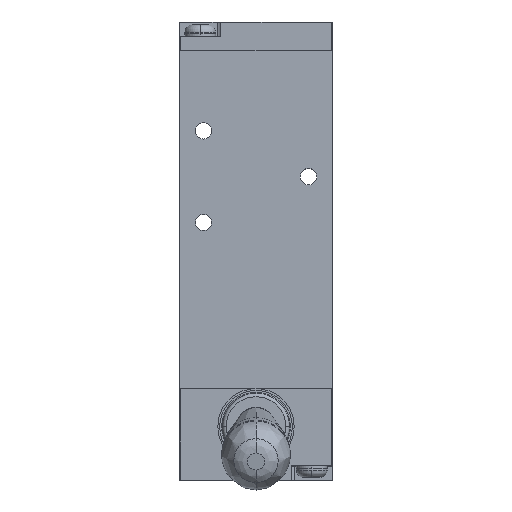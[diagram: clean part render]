
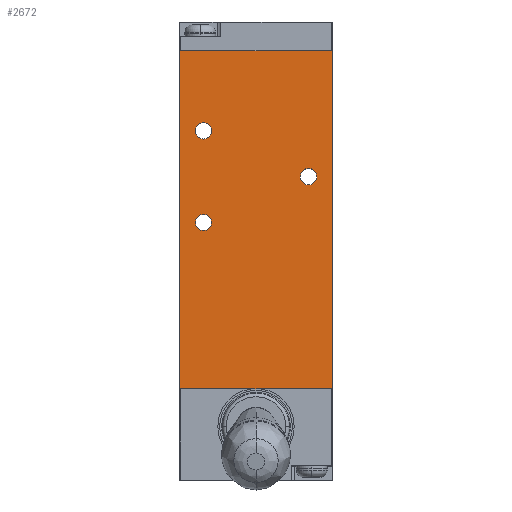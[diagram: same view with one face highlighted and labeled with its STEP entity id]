
A CAD part, top view. The second image highlights one B-rep face of the part: STEP entity #2672.
In plain terms, the highlighted planar face has unit normal (0, 0, 1).
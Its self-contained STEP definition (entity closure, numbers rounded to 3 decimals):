
#137 = DIRECTION ( 'NONE',  ( 0., 0., 1. ) ) ;
#140 = DIRECTION ( 'NONE',  ( 1., 0., 0. ) ) ;
#243 = DIRECTION ( 'NONE',  ( 1., 0., 0. ) ) ;
#515 = CARTESIAN_POINT ( 'NONE',  ( -13.75, 43.5, 13.5 ) ) ;
#790 = ORIENTED_EDGE ( 'NONE', *, *, #3356, .F. ) ;
#922 = DIRECTION ( 'NONE',  ( 0., 0., 1. ) ) ;
#925 = VECTOR ( 'NONE', #4949, 1000. ) ;
#1011 = ORIENTED_EDGE ( 'NONE', *, *, #6075, .F. ) ;
#1131 = CARTESIAN_POINT ( 'NONE',  ( 15.9, 55.5, 13.5 ) ) ;
#1301 = VERTEX_POINT ( 'NONE', #2177 ) ;
#1519 = FACE_BOUND ( 'NONE', #5615, .T. ) ;
#1572 = EDGE_CURVE ( 'NONE', #2206, #7592, #8893, .T. ) ;
#1573 = ORIENTED_EDGE ( 'NONE', *, *, #7102, .T. ) ;
#1902 = CIRCLE ( 'NONE', #7608, 2.15 ) ;
#1905 = VERTEX_POINT ( 'NONE', #1131 ) ;
#1944 = DIRECTION ( 'NONE',  ( 0., 0., 1. ) ) ;
#1957 = LINE ( 'NONE', #7300, #3610 ) ;
#2177 = CARTESIAN_POINT ( 'NONE',  ( -15.9, 43.5, 13.5 ) ) ;
#2206 = VERTEX_POINT ( 'NONE', #2966 ) ;
#2285 = EDGE_CURVE ( 'NONE', #6990, #1905, #2720, .T. ) ;
#2435 = EDGE_CURVE ( 'NONE', #7387, #6803, #9110, .T. ) ;
#2521 = CARTESIAN_POINT ( 'NONE',  ( -13.75, 67.5, 13.5 ) ) ;
#2645 = VERTEX_POINT ( 'NONE', #4891 ) ;
#2672 = ADVANCED_FACE ( 'NONE', ( #8038, #1519, #6850, #4026 ), #9516, .T. ) ;
#2720 = CIRCLE ( 'NONE', #6725, 2.15 ) ;
#2877 = CARTESIAN_POINT ( 'NONE',  ( -13.75, 43.5, 13.5 ) ) ;
#2966 = CARTESIAN_POINT ( 'NONE',  ( -20., 88.5, 13.5 ) ) ;
#3064 = AXIS2_PLACEMENT_3D ( 'NONE', #4821, #137, #9223 ) ;
#3070 = CARTESIAN_POINT ( 'NONE',  ( 20., 0., 13.5 ) ) ;
#3085 = DIRECTION ( 'NONE',  ( 0., -1., 0. ) ) ;
#3118 = CARTESIAN_POINT ( 'NONE',  ( -20., 88.5, 13.5 ) ) ;
#3124 = EDGE_CURVE ( 'NONE', #6803, #7387, #6306, .T. ) ;
#3278 = DIRECTION ( 'NONE',  ( 0., 0., 1. ) ) ;
#3356 = EDGE_CURVE ( 'NONE', #1301, #2645, #6358, .T. ) ;
#3586 = CARTESIAN_POINT ( 'NONE',  ( 20., 0., 13.5 ) ) ;
#3610 = VECTOR ( 'NONE', #9594, 1000. ) ;
#3814 = CARTESIAN_POINT ( 'NONE',  ( -15.9, 67.5, 13.5 ) ) ;
#3956 = ORIENTED_EDGE ( 'NONE', *, *, #1572, .T. ) ;
#3977 = DIRECTION ( 'NONE',  ( 1., 0., 0. ) ) ;
#4026 = FACE_OUTER_BOUND ( 'NONE', #8680, .T. ) ;
#4074 = DIRECTION ( 'NONE',  ( 0., 0., 1. ) ) ;
#4714 = VERTEX_POINT ( 'NONE', #6145 ) ;
#4821 = CARTESIAN_POINT ( 'NONE',  ( 13.75, 55.5, 13.5 ) ) ;
#4891 = CARTESIAN_POINT ( 'NONE',  ( -11.6, 43.5, 13.5 ) ) ;
#4949 = DIRECTION ( 'NONE',  ( -1., 0., 0. ) ) ;
#4951 = AXIS2_PLACEMENT_3D ( 'NONE', #2877, #9652, #8230 ) ;
#5012 = ORIENTED_EDGE ( 'NONE', *, *, #2435, .F. ) ;
#5056 = EDGE_LOOP ( 'NONE', ( #1011, #790 ) ) ;
#5093 = DIRECTION ( 'NONE',  ( 1., 0., 0. ) ) ;
#5364 = ORIENTED_EDGE ( 'NONE', *, *, #2285, .F. ) ;
#5557 = AXIS2_PLACEMENT_3D ( 'NONE', #8086, #1944, #5834 ) ;
#5615 = EDGE_LOOP ( 'NONE', ( #5012, #5749 ) ) ;
#5653 = CIRCLE ( 'NONE', #3064, 2.15 ) ;
#5749 = ORIENTED_EDGE ( 'NONE', *, *, #3124, .F. ) ;
#5834 = DIRECTION ( 'NONE',  ( 1., 0., 0. ) ) ;
#6075 = EDGE_CURVE ( 'NONE', #2645, #1301, #1902, .T. ) ;
#6099 = ORIENTED_EDGE ( 'NONE', *, *, #9302, .T. ) ;
#6145 = CARTESIAN_POINT ( 'NONE',  ( 20., 88.5, 13.5 ) ) ;
#6306 = CIRCLE ( 'NONE', #6810, 2.15 ) ;
#6358 = CIRCLE ( 'NONE', #4951, 2.15 ) ;
#6470 = CARTESIAN_POINT ( 'NONE',  ( -20., 0., 13.5 ) ) ;
#6725 = AXIS2_PLACEMENT_3D ( 'NONE', #6970, #922, #140 ) ;
#6803 = VERTEX_POINT ( 'NONE', #3814 ) ;
#6810 = AXIS2_PLACEMENT_3D ( 'NONE', #9395, #4074, #243 ) ;
#6839 = LINE ( 'NONE', #9345, #925 ) ;
#6845 = EDGE_CURVE ( 'NONE', #1905, #6990, #5653, .T. ) ;
#6850 = FACE_BOUND ( 'NONE', #8253, .T. ) ;
#6970 = CARTESIAN_POINT ( 'NONE',  ( 13.75, 55.5, 13.5 ) ) ;
#6990 = VERTEX_POINT ( 'NONE', #7818 ) ;
#7102 = EDGE_CURVE ( 'NONE', #7592, #9149, #1957, .T. ) ;
#7125 = VECTOR ( 'NONE', #3085, 1000. ) ;
#7213 = DIRECTION ( 'NONE',  ( 0., 0., 1. ) ) ;
#7300 = CARTESIAN_POINT ( 'NONE',  ( -20., 0., 13.5 ) ) ;
#7387 = VERTEX_POINT ( 'NONE', #8346 ) ;
#7592 = VERTEX_POINT ( 'NONE', #6470 ) ;
#7608 = AXIS2_PLACEMENT_3D ( 'NONE', #515, #7213, #5093 ) ;
#7694 = VECTOR ( 'NONE', #9689, 1000. ) ;
#7818 = CARTESIAN_POINT ( 'NONE',  ( 11.6, 55.5, 13.5 ) ) ;
#8038 = FACE_BOUND ( 'NONE', #5056, .T. ) ;
#8086 = CARTESIAN_POINT ( 'NONE',  ( 0., 0., 13.5 ) ) ;
#8123 = AXIS2_PLACEMENT_3D ( 'NONE', #2521, #3278, #3977 ) ;
#8230 = DIRECTION ( 'NONE',  ( 1., 0., 0. ) ) ;
#8253 = EDGE_LOOP ( 'NONE', ( #8594, #5364 ) ) ;
#8346 = CARTESIAN_POINT ( 'NONE',  ( -11.6, 67.5, 13.5 ) ) ;
#8415 = LINE ( 'NONE', #3586, #7694 ) ;
#8594 = ORIENTED_EDGE ( 'NONE', *, *, #6845, .F. ) ;
#8678 = EDGE_CURVE ( 'NONE', #9149, #4714, #8415, .T. ) ;
#8680 = EDGE_LOOP ( 'NONE', ( #6099, #3956, #1573, #9557 ) ) ;
#8893 = LINE ( 'NONE', #3118, #7125 ) ;
#9110 = CIRCLE ( 'NONE', #8123, 2.15 ) ;
#9149 = VERTEX_POINT ( 'NONE', #3070 ) ;
#9223 = DIRECTION ( 'NONE',  ( 1., 0., 0. ) ) ;
#9302 = EDGE_CURVE ( 'NONE', #4714, #2206, #6839, .T. ) ;
#9345 = CARTESIAN_POINT ( 'NONE',  ( 20., 88.5, 13.5 ) ) ;
#9395 = CARTESIAN_POINT ( 'NONE',  ( -13.75, 67.5, 13.5 ) ) ;
#9516 = PLANE ( 'NONE',  #5557 ) ;
#9557 = ORIENTED_EDGE ( 'NONE', *, *, #8678, .T. ) ;
#9594 = DIRECTION ( 'NONE',  ( 1., 0., 0. ) ) ;
#9652 = DIRECTION ( 'NONE',  ( 0., 0., 1. ) ) ;
#9689 = DIRECTION ( 'NONE',  ( 0., 1., 0. ) ) ;
